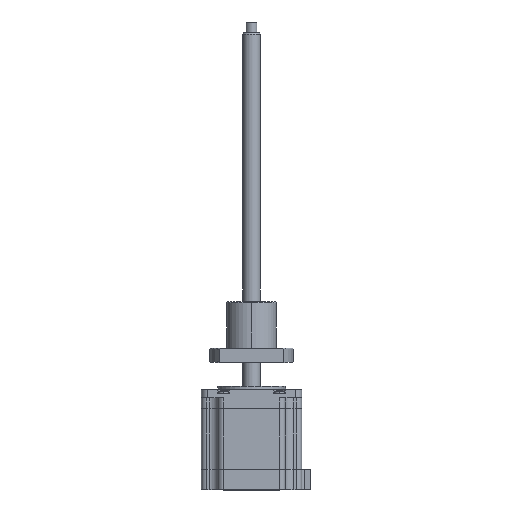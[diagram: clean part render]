
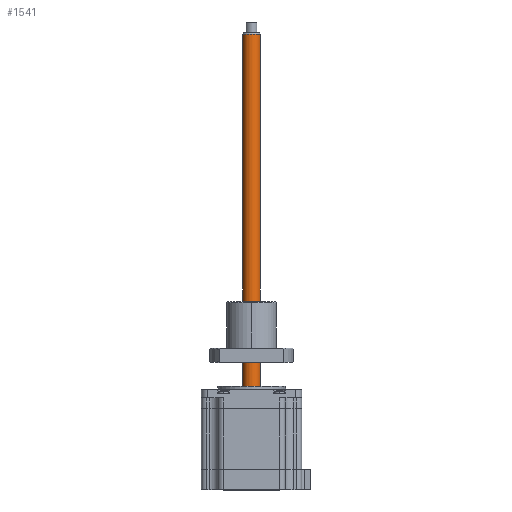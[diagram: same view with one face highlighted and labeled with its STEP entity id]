
A CAD part, top view. The second image highlights one B-rep face of the part: STEP entity #1541.
In plain terms, the highlighted cylindrical face has radius 5 mm (diameter 10 mm), a partial arc.
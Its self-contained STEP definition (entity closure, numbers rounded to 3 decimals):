
#244 = DIRECTION ( 'NONE',  ( 0., -1., 0. ) ) ;
#355 = DIRECTION ( 'NONE',  ( -1., 0., 0.004 ) ) ;
#454 = EDGE_CURVE ( 'NONE', #10569, #5645, #1250, .T. ) ;
#505 = AXIS2_PLACEMENT_3D ( 'NONE', #958, #8109, #1991 ) ;
#521 = CARTESIAN_POINT ( 'NONE',  ( -16.379, 184.328, 63.65 ) ) ;
#751 = DIRECTION ( 'NONE',  ( 0., -1., 0. ) ) ;
#958 = CARTESIAN_POINT ( 'NONE',  ( -16.379, 183.328, 63.65 ) ) ;
#1232 = CIRCLE ( 'NONE', #505, 5. ) ;
#1237 = CARTESIAN_POINT ( 'NONE',  ( -21.379, 184.328, 63.668 ) ) ;
#1250 = LINE ( 'NONE', #7811, #11850 ) ;
#1541 = ADVANCED_FACE ( 'NONE', ( #1549 ), #6679, .T. ) ;
#1549 = FACE_OUTER_BOUND ( 'NONE', #12092, .T. ) ;
#1991 = DIRECTION ( 'NONE',  ( 1., 0., -0.004 ) ) ;
#2669 = DIRECTION ( 'NONE',  ( 0., -1., 0. ) ) ;
#2743 = EDGE_CURVE ( 'NONE', #11737, #4891, #5556, .T. ) ;
#2805 = CARTESIAN_POINT ( 'NONE',  ( -16.379, -15.672, 63.65 ) ) ;
#2863 = AXIS2_PLACEMENT_3D ( 'NONE', #2805, #9942, #3834 ) ;
#3419 = ORIENTED_EDGE ( 'NONE', *, *, #4621, .T. ) ;
#3834 = DIRECTION ( 'NONE',  ( -1., 0., 0.004 ) ) ;
#4583 = CARTESIAN_POINT ( 'NONE',  ( -21.379, -15.672, 63.668 ) ) ;
#4621 = EDGE_CURVE ( 'NONE', #10569, #11737, #1232, .T. ) ;
#4891 = VERTEX_POINT ( 'NONE', #4583 ) ;
#5556 = LINE ( 'NONE', #1237, #10004 ) ;
#5645 = VERTEX_POINT ( 'NONE', #6518 ) ;
#6030 = CARTESIAN_POINT ( 'NONE',  ( -21.379, 183.328, 63.668 ) ) ;
#6518 = CARTESIAN_POINT ( 'NONE',  ( -11.379, -15.672, 63.632 ) ) ;
#6679 = CYLINDRICAL_SURFACE ( 'NONE', #7209, 5. ) ;
#6800 = ORIENTED_EDGE ( 'NONE', *, *, #2743, .T. ) ;
#7040 = CARTESIAN_POINT ( 'NONE',  ( -11.379, 183.328, 63.632 ) ) ;
#7209 = AXIS2_PLACEMENT_3D ( 'NONE', #521, #244, #355 ) ;
#7811 = CARTESIAN_POINT ( 'NONE',  ( -11.379, 184.328, 63.632 ) ) ;
#8109 = DIRECTION ( 'NONE',  ( 0., -1., 0. ) ) ;
#8606 = CIRCLE ( 'NONE', #2863, 5. ) ;
#8646 = EDGE_CURVE ( 'NONE', #5645, #4891, #8606, .T. ) ;
#8986 = ORIENTED_EDGE ( 'NONE', *, *, #454, .F. ) ;
#9942 = DIRECTION ( 'NONE',  ( 0., -1., 0. ) ) ;
#10004 = VECTOR ( 'NONE', #2669, 1000. ) ;
#10569 = VERTEX_POINT ( 'NONE', #7040 ) ;
#11737 = VERTEX_POINT ( 'NONE', #6030 ) ;
#11850 = VECTOR ( 'NONE', #751, 1000. ) ;
#12092 = EDGE_LOOP ( 'NONE', ( #8986, #3419, #6800, #12720 ) ) ;
#12720 = ORIENTED_EDGE ( 'NONE', *, *, #8646, .F. ) ;
